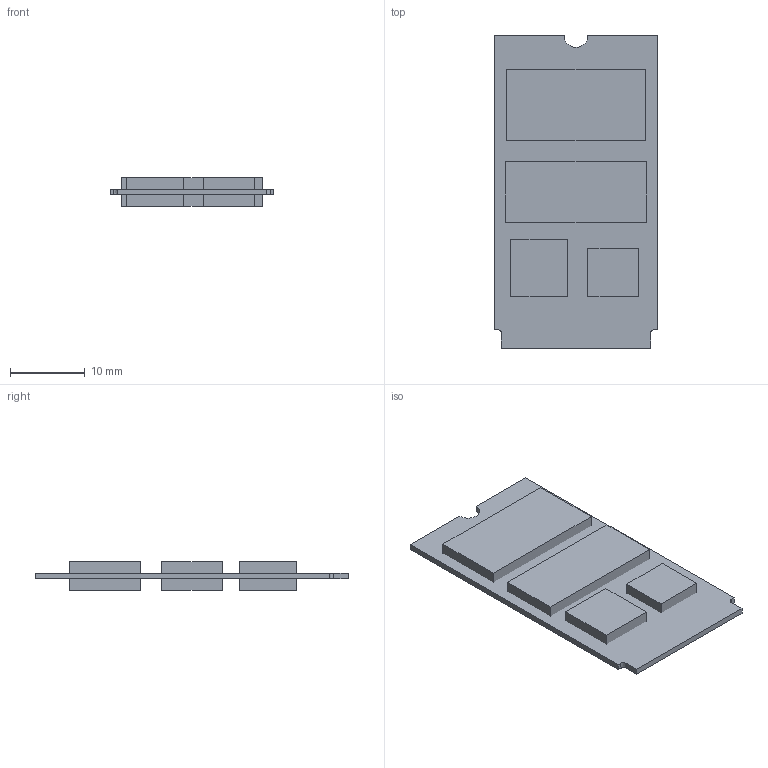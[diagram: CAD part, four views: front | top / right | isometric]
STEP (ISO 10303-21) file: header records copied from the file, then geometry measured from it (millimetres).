
FILE_DESCRIPTION(/* description */ ('STEP AP242','CAx-IF Rec.Pracs.---Representation and Presentation of Product Manufacturing Information (PMI)---4.0---2014-10-13','CAx-IF Rec.Pracs.---3D Tessellated Geometry---0.4---2014-09-14','2;1'),/* implementation_level */ '2;1');
FILE_NAME(/* name */ '66a6f3845aa112772e9dfae7',/* time_stamp */ '2024-07-29T01:42:28Z',/* author */ (''),/* organization */ (''),/* preprocessor_version */ 'ST-DEVELOPER v20',/* originating_system */ ' ',/* authorisation */ ' ');
FILE_SCHEMA (('AP242_MANAGED_MODEL_BASED_3D_ENGINEERING_MIM_LF { 1 0 10303 442 1 1 4 }'));
Length unit declared in the file: metre
Products named in the file (5): Part 1; Part 2; Part 3; Part 4; Part 5
Bounding box: 22 x 42 x 3.8 mm (x, y, z)
Volume: 2381 mm3; surface area: 3438.1 mm2
Topology: 5 solids, 5 shells, 38 faces, 84 edges, 56 vertices
Faces by surface type: plane 35, bspline 2, cylinder 1
Entity records: 1278 total; most frequent: CARTESIAN_POINT 233, ORIENTED_EDGE 168, DIRECTION 160, EDGE_CURVE 84, LINE 74, VECTOR 74, VERTEX_POINT 56, AXIS2_PLACEMENT_3D 43
